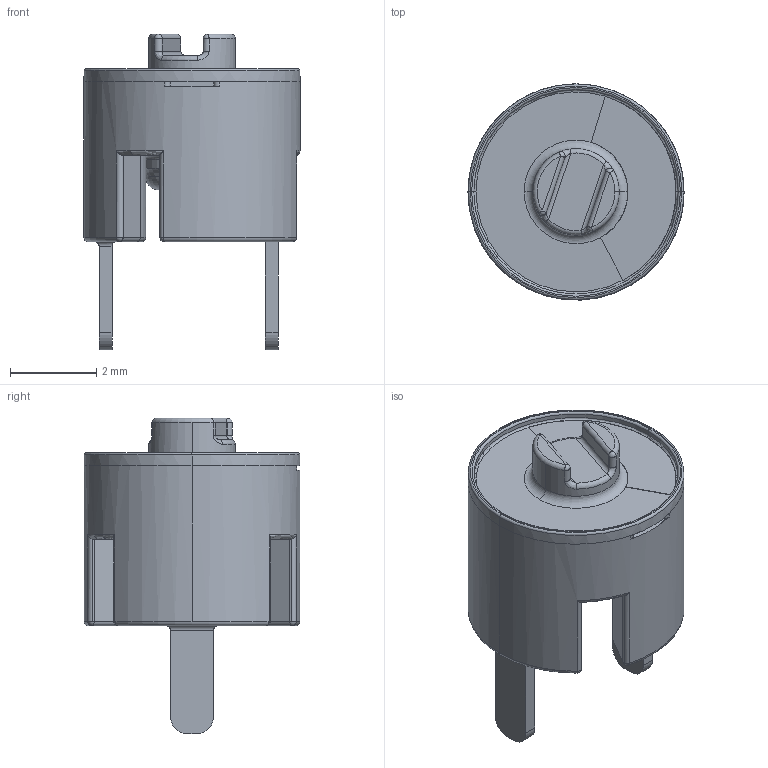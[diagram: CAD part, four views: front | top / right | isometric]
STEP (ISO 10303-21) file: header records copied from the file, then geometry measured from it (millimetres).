
FILE_DESCRIPTION (( 'STEP AP214' ), '1' );
FILE_NAME ('弅4-35.STEP', '2018-03-16T11:11:55', ( 'user' ), ( 'MICROSOFT' ), 'SwSTEP 2.0', 'SolidWorks 2015', '' );
FILE_SCHEMA (( 'AUTOMOTIVE_DESIGN' ));
Length unit declared in the file: millimetre
Products named in the file (1): 弅4-35
Bounding box: 5 x 5 x 7.3 mm (x, y, z)
Volume: 64.8 mm3; surface area: 151.2 mm2
Topology: 1 solids, 1 shells, 167 faces, 426 edges, 250 vertices
Faces by surface type: cylinder 64, plane 48, torus 40, sphere 11, bspline 4
Entity records: 7086 total; most frequent: CARTESIAN_POINT 1248, DIRECTION 912, ORIENTED_EDGE 820, EDGE_CURVE 410, AXIS2_PLACEMENT_3D 378, VERTEX_POINT 244, CIRCLE 214, EDGE_LOOP 170
